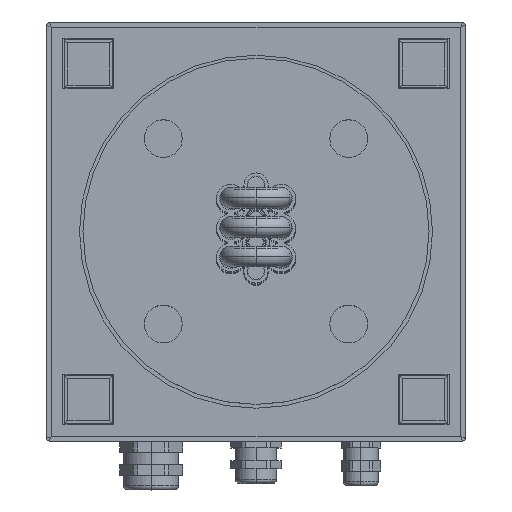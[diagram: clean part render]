
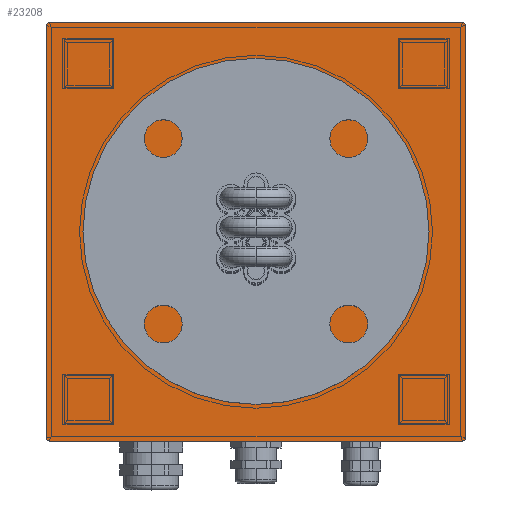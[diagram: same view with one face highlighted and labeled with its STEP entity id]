
A CAD part, top view. The second image highlights one B-rep face of the part: STEP entity #23208.
In plain terms, the highlighted face is planar.
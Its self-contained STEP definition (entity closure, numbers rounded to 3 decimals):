
#137 = DIRECTION ( 'NONE',  ( 0., 0., 1. ) ) ;
#409 = CARTESIAN_POINT ( 'NONE',  ( -98., -100., -4. ) ) ;
#565 = CARTESIAN_POINT ( 'NONE',  ( -98., 98., -4. ) ) ;
#574 = EDGE_CURVE ( 'NONE', #24939, #23912, #19712, .T. ) ;
#860 = DIRECTION ( 'NONE',  ( -1., 0., 0. ) ) ;
#882 = ORIENTED_EDGE ( 'NONE', *, *, #574, .F. ) ;
#1306 = VERTEX_POINT ( 'NONE', #24399 ) ;
#1395 = CARTESIAN_POINT ( 'NONE',  ( 98., 98., -4. ) ) ;
#2106 = CARTESIAN_POINT ( 'NONE',  ( 0., 0., -4. ) ) ;
#2224 = VERTEX_POINT ( 'NONE', #24607 ) ;
#2518 = CIRCLE ( 'NONE', #12093, 2. ) ;
#2598 = CARTESIAN_POINT ( 'NONE',  ( -98., -98., -4. ) ) ;
#2895 = LINE ( 'NONE', #11219, #12014 ) ;
#3167 = AXIS2_PLACEMENT_3D ( 'NONE', #2106, #5901, #14645 ) ;
#3447 = PLANE ( 'NONE',  #9522 ) ;
#3579 = CARTESIAN_POINT ( 'NONE',  ( 100., -98., -4. ) ) ;
#4574 = EDGE_CURVE ( 'NONE', #6026, #19067, #20185, .T. ) ;
#4840 = CARTESIAN_POINT ( 'NONE',  ( -100., -98., -4. ) ) ;
#5260 = CARTESIAN_POINT ( 'NONE',  ( -100., 98., -4. ) ) ;
#5308 = CARTESIAN_POINT ( 'NONE',  ( 98., 100., -4. ) ) ;
#5562 = CARTESIAN_POINT ( 'NONE',  ( 98., 98., -4. ) ) ;
#5901 = DIRECTION ( 'NONE',  ( 0., 0., 1. ) ) ;
#6026 = VERTEX_POINT ( 'NONE', #14304 ) ;
#6945 = DIRECTION ( 'NONE',  ( 1., 0., 0. ) ) ;
#6983 = ORIENTED_EDGE ( 'NONE', *, *, #16156, .F. ) ;
#7443 = ORIENTED_EDGE ( 'NONE', *, *, #25783, .F. ) ;
#8580 = VECTOR ( 'NONE', #11943, 1000. ) ;
#8845 = VERTEX_POINT ( 'NONE', #25614 ) ;
#9281 = ORIENTED_EDGE ( 'NONE', *, *, #26790, .F. ) ;
#9457 = AXIS2_PLACEMENT_3D ( 'NONE', #2598, #137, #6945 ) ;
#9522 = AXIS2_PLACEMENT_3D ( 'NONE', #1395, #11489, #24171 ) ;
#9842 = EDGE_CURVE ( 'NONE', #2224, #14487, #20103, .T. ) ;
#11219 = CARTESIAN_POINT ( 'NONE',  ( -98., 100., -4. ) ) ;
#11489 = DIRECTION ( 'NONE',  ( 0., 0., -1. ) ) ;
#11821 = DIRECTION ( 'NONE',  ( 0., 0., 1. ) ) ;
#11943 = DIRECTION ( 'NONE',  ( 0., -1., 0. ) ) ;
#11984 = DIRECTION ( 'NONE',  ( 0., 0., 1. ) ) ;
#12014 = VECTOR ( 'NONE', #860, 1000. ) ;
#12093 = AXIS2_PLACEMENT_3D ( 'NONE', #565, #19381, #15423 ) ;
#12194 = EDGE_CURVE ( 'NONE', #1306, #24426, #19326, .T. ) ;
#13213 = CARTESIAN_POINT ( 'NONE',  ( -100., 98., -4. ) ) ;
#13659 = AXIS2_PLACEMENT_3D ( 'NONE', #13864, #11821, #24509 ) ;
#13864 = CARTESIAN_POINT ( 'NONE',  ( 98., -98., -4. ) ) ;
#14077 = FACE_BOUND ( 'NONE', #17724, .T. ) ;
#14178 = LINE ( 'NONE', #16636, #16270 ) ;
#14304 = CARTESIAN_POINT ( 'NONE',  ( -31.15, 0., -4. ) ) ;
#14487 = VERTEX_POINT ( 'NONE', #5308 ) ;
#14645 = DIRECTION ( 'NONE',  ( 1., 0., 0. ) ) ;
#15135 = CIRCLE ( 'NONE', #9457, 2. ) ;
#15423 = DIRECTION ( 'NONE',  ( 1., 0., 0. ) ) ;
#15712 = EDGE_CURVE ( 'NONE', #19067, #6026, #25825, .T. ) ;
#15892 = ORIENTED_EDGE ( 'NONE', *, *, #9842, .F. ) ;
#16156 = EDGE_CURVE ( 'NONE', #21774, #1306, #14178, .T. ) ;
#16203 = DIRECTION ( 'NONE',  ( -1., 0., 0. ) ) ;
#16270 = VECTOR ( 'NONE', #24840, 1000. ) ;
#16636 = CARTESIAN_POINT ( 'NONE',  ( -98., -100., -4. ) ) ;
#17724 = EDGE_LOOP ( 'NONE', ( #22615, #22481 ) ) ;
#17787 = ORIENTED_EDGE ( 'NONE', *, *, #12194, .F. ) ;
#17834 = CARTESIAN_POINT ( 'NONE',  ( 31.15, 0., -4. ) ) ;
#18671 = ORIENTED_EDGE ( 'NONE', *, *, #21732, .F. ) ;
#19067 = VERTEX_POINT ( 'NONE', #17834 ) ;
#19326 = CIRCLE ( 'NONE', #13659, 2. ) ;
#19381 = DIRECTION ( 'NONE',  ( 0., 0., 1. ) ) ;
#19712 = LINE ( 'NONE', #5260, #8580 ) ;
#19845 = EDGE_LOOP ( 'NONE', ( #15892, #9281, #17787, #6983, #18671, #882, #7443, #20311 ) ) ;
#19945 = CARTESIAN_POINT ( 'NONE',  ( 100., 98., -4. ) ) ;
#20103 = CIRCLE ( 'NONE', #25367, 2. ) ;
#20185 = CIRCLE ( 'NONE', #23222, 31.15 ) ;
#20213 = FACE_OUTER_BOUND ( 'NONE', #19845, .T. ) ;
#20311 = ORIENTED_EDGE ( 'NONE', *, *, #24378, .F. ) ;
#20416 = VECTOR ( 'NONE', #23767, 1000. ) ;
#21732 = EDGE_CURVE ( 'NONE', #23912, #21774, #15135, .T. ) ;
#21774 = VERTEX_POINT ( 'NONE', #409 ) ;
#22345 = DIRECTION ( 'NONE',  ( 1., 0., 0. ) ) ;
#22481 = ORIENTED_EDGE ( 'NONE', *, *, #4574, .T. ) ;
#22615 = ORIENTED_EDGE ( 'NONE', *, *, #15712, .T. ) ;
#23208 = ADVANCED_FACE ( 'NONE', ( #14077, #20213 ), #3447, .T. ) ;
#23222 = AXIS2_PLACEMENT_3D ( 'NONE', #24545, #11984, #22345 ) ;
#23767 = DIRECTION ( 'NONE',  ( 0., 1., 0. ) ) ;
#23912 = VERTEX_POINT ( 'NONE', #4840 ) ;
#24171 = DIRECTION ( 'NONE',  ( -1., 0., 0. ) ) ;
#24378 = EDGE_CURVE ( 'NONE', #14487, #8845, #2895, .T. ) ;
#24399 = CARTESIAN_POINT ( 'NONE',  ( 98., -100., -4. ) ) ;
#24402 = DIRECTION ( 'NONE',  ( 0., 0., 1. ) ) ;
#24426 = VERTEX_POINT ( 'NONE', #3579 ) ;
#24509 = DIRECTION ( 'NONE',  ( 1., 0., 0. ) ) ;
#24545 = CARTESIAN_POINT ( 'NONE',  ( 0., 0., -4. ) ) ;
#24607 = CARTESIAN_POINT ( 'NONE',  ( 100., 98., -4. ) ) ;
#24840 = DIRECTION ( 'NONE',  ( 1., 0., 0. ) ) ;
#24939 = VERTEX_POINT ( 'NONE', #13213 ) ;
#25367 = AXIS2_PLACEMENT_3D ( 'NONE', #5562, #24402, #16203 ) ;
#25614 = CARTESIAN_POINT ( 'NONE',  ( -98., 100., -4. ) ) ;
#25783 = EDGE_CURVE ( 'NONE', #8845, #24939, #2518, .T. ) ;
#25825 = CIRCLE ( 'NONE', #3167, 31.15 ) ;
#25965 = LINE ( 'NONE', #19945, #20416 ) ;
#26790 = EDGE_CURVE ( 'NONE', #24426, #2224, #25965, .T. ) ;
